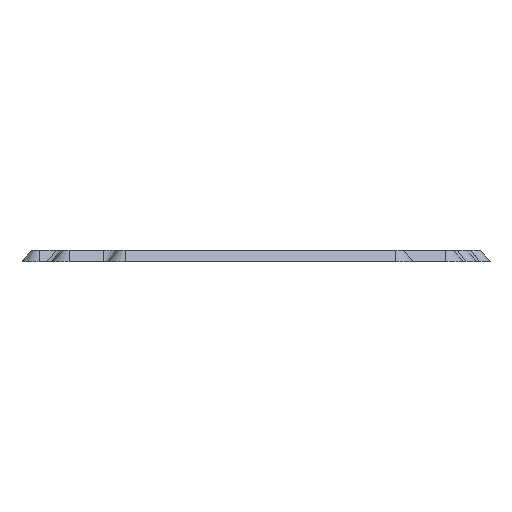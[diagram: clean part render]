
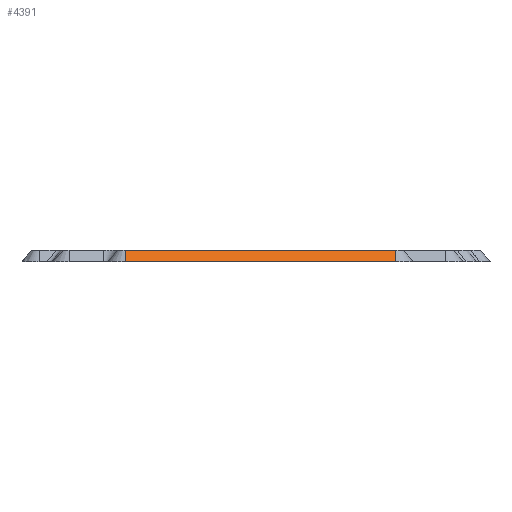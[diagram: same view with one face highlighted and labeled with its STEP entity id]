
A CAD part, left-side view. The second image highlights one B-rep face of the part: STEP entity #4391.
In plain terms, the highlighted planar face has unit normal (-0.783, 0, 0.623).
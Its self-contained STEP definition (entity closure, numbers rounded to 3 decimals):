
#4391=ADVANCED_FACE('',(#9321),#9323,.T.);
#9321=FACE_BOUND('',#9322,.T.);
#9322=EDGE_LOOP('',(#12182,#12183,#12184,#12185));
#9323=PLANE('',#9324);
#9324=AXIS2_PLACEMENT_3D('',#9325,#9326,#9327);
#9325=CARTESIAN_POINT('',(-46.141,-33.826,2.2));
#9326=DIRECTION('',(-0.783,0.,0.623));
#9327=DIRECTION('',(0.,1.,0.));
#12182=ORIENTED_EDGE('',*,*,#12278,.F.);
#12183=ORIENTED_EDGE('',*,*,#13547,.F.);
#12184=ORIENTED_EDGE('',*,*,#12586,.F.);
#12185=ORIENTED_EDGE('',*,*,#13548,.T.);
#12278=EDGE_CURVE('',#13704,#13706,#13707,.F.);
#12586=EDGE_CURVE('',#14310,#14312,#14313,.T.);
#13547=EDGE_CURVE('',#14312,#13704,#15787,.F.);
#13548=EDGE_CURVE('',#14310,#13706,#15788,.F.);
#13704=VERTEX_POINT('',#16923);
#13706=VERTEX_POINT('',#16928);
#13707=LINE('',#16929,#16930);
#14310=VERTEX_POINT('',#21520);
#14312=VERTEX_POINT('',#21525);
#14313=LINE('',#21526,#21527);
#15787=B_SPLINE_CURVE_WITH_KNOTS('',3,
(#28569,#28570,#28571,#28572,#28573,#28574,#28575,#28576,#28577,#28578,#28579,#28580,
#28581,#28582,#28583,#28584,#28585,#28586,#28587,#28588,#28589,#28590,#28591,#28592,
#28593,#28594,#28595,#28596,#28597,#28598,#28599,#28600,#28601,#28602,#28603,#28604,
#28605,#28606,#28607,#28608),
.UNSPECIFIED.,.F.,.F.,
(4,2,2,2,2,2,2,2,2,2,2,2,2,2,2,2,2,2,2,4),
(0.,0.02,0.059,0.118,0.176,0.235,
0.294,0.353,0.412,0.471,0.529,
0.588,0.647,0.706,0.765,0.824,
0.882,0.941,0.98,1.),
.UNSPECIFIED.);
#15788=LINE('',#28609,#28610);
#16923=CARTESIAN_POINT('',(-46.141,24.256,2.2));
#16928=CARTESIAN_POINT('',(-46.141,-25.926,2.2));
#16929=CARTESIAN_POINT('',(-46.141,-25.926,2.2));
#16930=VECTOR('',#16931,1.);
#16931=DIRECTION('',(0.,1.,0.));
#21520=CARTESIAN_POINT('',(-47.891,-25.926,0.));
#21525=CARTESIAN_POINT('',(-47.891,24.271,0.));
#21526=CARTESIAN_POINT('',(-47.891,-25.926,0.));
#21527=VECTOR('',#21528,1.);
#21528=DIRECTION('',(0.,1.,0.));
#28569=CARTESIAN_POINT('',(-46.141,24.256,2.2));
#28570=CARTESIAN_POINT('',(-46.152,24.256,2.186));
#28571=CARTESIAN_POINT('',(-46.164,24.256,2.171));
#28572=CARTESIAN_POINT('',(-46.198,24.256,2.128));
#28573=CARTESIAN_POINT('',(-46.221,24.256,2.099));
#28574=CARTESIAN_POINT('',(-46.278,24.257,2.027));
#28575=CARTESIAN_POINT('',(-46.312,24.257,1.984));
#28576=CARTESIAN_POINT('',(-46.381,24.258,1.898));
#28577=CARTESIAN_POINT('',(-46.415,24.258,1.855));
#28578=CARTESIAN_POINT('',(-46.484,24.259,1.769));
#28579=CARTESIAN_POINT('',(-46.518,24.259,1.725));
#28580=CARTESIAN_POINT('',(-46.587,24.26,1.639));
#28581=CARTESIAN_POINT('',(-46.621,24.26,1.596));
#28582=CARTESIAN_POINT('',(-46.69,24.26,1.51));
#28583=CARTESIAN_POINT('',(-46.724,24.261,1.467));
#28584=CARTESIAN_POINT('',(-46.793,24.261,1.38));
#28585=CARTESIAN_POINT('',(-46.827,24.262,1.337));
#28586=CARTESIAN_POINT('',(-46.896,24.262,1.251));
#28587=CARTESIAN_POINT('',(-46.93,24.263,1.208));
#28588=CARTESIAN_POINT('',(-46.999,24.263,1.122));
#28589=CARTESIAN_POINT('',(-47.033,24.263,1.078));
#28590=CARTESIAN_POINT('',(-47.102,24.264,0.992));
#28591=CARTESIAN_POINT('',(-47.136,24.264,0.949));
#28592=CARTESIAN_POINT('',(-47.205,24.265,0.863));
#28593=CARTESIAN_POINT('',(-47.239,24.265,0.82));
#28594=CARTESIAN_POINT('',(-47.308,24.266,0.733));
#28595=CARTESIAN_POINT('',(-47.342,24.266,0.69));
#28596=CARTESIAN_POINT('',(-47.41,24.267,0.604));
#28597=CARTESIAN_POINT('',(-47.445,24.267,0.561));
#28598=CARTESIAN_POINT('',(-47.513,24.268,0.475));
#28599=CARTESIAN_POINT('',(-47.548,24.268,0.431));
#28600=CARTESIAN_POINT('',(-47.616,24.268,0.345));
#28601=CARTESIAN_POINT('',(-47.651,24.269,0.302));
#28602=CARTESIAN_POINT('',(-47.719,24.269,0.216));
#28603=CARTESIAN_POINT('',(-47.754,24.27,0.173));
#28604=CARTESIAN_POINT('',(-47.811,24.27,0.101));
#28605=CARTESIAN_POINT('',(-47.834,24.271,0.072));
#28606=CARTESIAN_POINT('',(-47.868,24.271,0.029));
#28607=CARTESIAN_POINT('',(-47.879,24.271,0.014));
#28608=CARTESIAN_POINT('',(-47.891,24.271,0.));
#28609=CARTESIAN_POINT('',(-46.141,-25.926,2.2));
#28610=VECTOR('',#28611,1.);
#28611=DIRECTION('',(-0.623,0.,-0.783));
